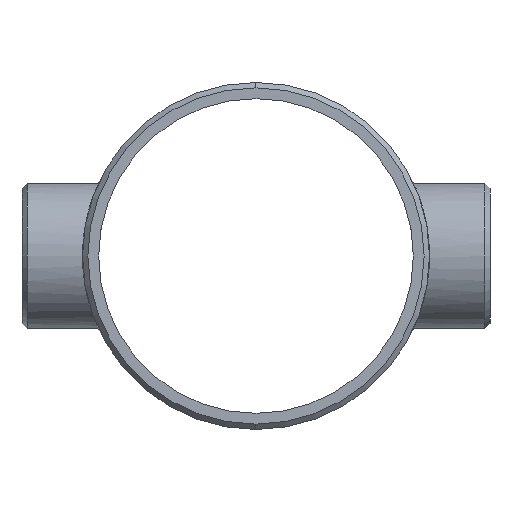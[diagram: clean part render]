
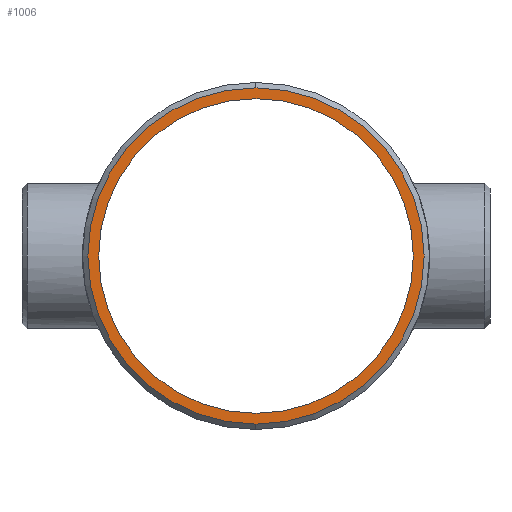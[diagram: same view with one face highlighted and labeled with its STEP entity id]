
A CAD part, left-side view. The second image highlights one B-rep face of the part: STEP entity #1006.
In plain terms, the highlighted planar face has unit normal (-1, 0, 0).
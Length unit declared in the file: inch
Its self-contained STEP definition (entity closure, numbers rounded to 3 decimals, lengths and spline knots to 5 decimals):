
#38 = CARTESIAN_POINT ( 'NONE',  ( -8.5, 0., 0. ) ) ;
#49 = DIRECTION ( 'NONE',  ( 1., 0., 0. ) ) ;
#83 = DIRECTION ( 'NONE',  ( 0., 0., 1. ) ) ;
#103 = DIRECTION ( 'NONE',  ( 0., 0., 1. ) ) ;
#108 = ORIENTED_EDGE ( 'NONE', *, *, #945, .T. ) ;
#111 = CIRCLE ( 'NONE', #973, 5.20833 ) ;
#112 = CARTESIAN_POINT ( 'NONE',  ( -8.5, 0., 0. ) ) ;
#144 = CARTESIAN_POINT ( 'NONE',  ( -8.5, 0., 5.20833 ) ) ;
#179 = CARTESIAN_POINT ( 'NONE',  ( -8.5, 0., -5.20833 ) ) ;
#207 = FACE_OUTER_BOUND ( 'NONE', #503, .T. ) ;
#214 = CARTESIAN_POINT ( 'NONE',  ( -8.5, 0., 0. ) ) ;
#253 = VERTEX_POINT ( 'NONE', #144 ) ;
#261 = ORIENTED_EDGE ( 'NONE', *, *, #418, .T. ) ;
#327 = VERTEX_POINT ( 'NONE', #502 ) ;
#339 = CIRCLE ( 'NONE', #787, 4.875 ) ;
#353 = VERTEX_POINT ( 'NONE', #413 ) ;
#385 = DIRECTION ( 'NONE',  ( 1., 0., 0. ) ) ;
#403 = AXIS2_PLACEMENT_3D ( 'NONE', #878, #385, #499 ) ;
#404 = DIRECTION ( 'NONE',  ( -1., 0., 0. ) ) ;
#405 = AXIS2_PLACEMENT_3D ( 'NONE', #112, #664, #103 ) ;
#413 = CARTESIAN_POINT ( 'NONE',  ( -8.5, 0., 4.875 ) ) ;
#418 = EDGE_CURVE ( 'NONE', #1229, #253, #974, .T. ) ;
#456 = EDGE_LOOP ( 'NONE', ( #838, #901 ) ) ;
#499 = DIRECTION ( 'NONE',  ( 0., 0., 1. ) ) ;
#502 = CARTESIAN_POINT ( 'NONE',  ( -8.5, 0., -4.875 ) ) ;
#503 = EDGE_LOOP ( 'NONE', ( #261, #108 ) ) ;
#664 = DIRECTION ( 'NONE',  ( -1., 0., 0. ) ) ;
#668 = AXIS2_PLACEMENT_3D ( 'NONE', #1158, #695, #1072 ) ;
#695 = DIRECTION ( 'NONE',  ( -1., 0., 0. ) ) ;
#700 = FACE_BOUND ( 'NONE', #456, .T. ) ;
#763 = EDGE_CURVE ( 'NONE', #353, #327, #339, .T. ) ;
#787 = AXIS2_PLACEMENT_3D ( 'NONE', #38, #49, #1013 ) ;
#838 = ORIENTED_EDGE ( 'NONE', *, *, #763, .T. ) ;
#874 = CIRCLE ( 'NONE', #403, 4.875 ) ;
#878 = CARTESIAN_POINT ( 'NONE',  ( -8.5, 0., 0. ) ) ;
#901 = ORIENTED_EDGE ( 'NONE', *, *, #982, .T. ) ;
#945 = EDGE_CURVE ( 'NONE', #253, #1229, #111, .T. ) ;
#973 = AXIS2_PLACEMENT_3D ( 'NONE', #214, #404, #83 ) ;
#974 = CIRCLE ( 'NONE', #405, 5.20833 ) ;
#982 = EDGE_CURVE ( 'NONE', #327, #353, #874, .T. ) ;
#1006 = ADVANCED_FACE ( 'NONE', ( #207, #700 ), #1080, .T. ) ;
#1013 = DIRECTION ( 'NONE',  ( 0., 0., 1. ) ) ;
#1072 = DIRECTION ( 'NONE',  ( 0., 0., -1. ) ) ;
#1080 = PLANE ( 'NONE',  #668 ) ;
#1158 = CARTESIAN_POINT ( 'NONE',  ( -8.5, 0., 0. ) ) ;
#1229 = VERTEX_POINT ( 'NONE', #179 ) ;
